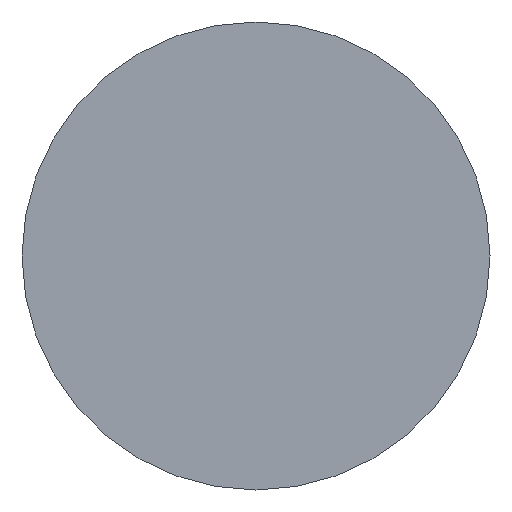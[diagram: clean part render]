
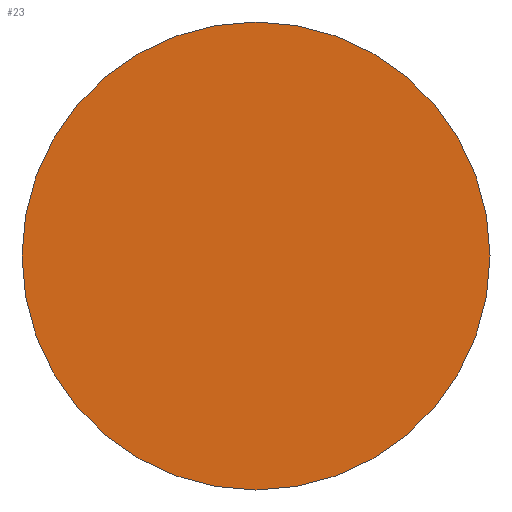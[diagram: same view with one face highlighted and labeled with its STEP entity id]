
A CAD part, left-side view. The second image highlights one B-rep face of the part: STEP entity #23.
In plain terms, the highlighted planar face has unit normal (-1, 0, 0).
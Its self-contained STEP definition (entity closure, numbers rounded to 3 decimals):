
#4 = FACE_OUTER_BOUND ( 'NONE', #48, .T. ) ;
#8 = DIRECTION ( 'NONE',  ( 0., 0., -1. ) ) ;
#9 = PLANE ( 'NONE',  #99 ) ;
#10 = CIRCLE ( 'NONE', #85, 25. ) ;
#23 = ADVANCED_FACE ( 'NONE', ( #4 ), #9, .F. ) ;
#28 = ORIENTED_EDGE ( 'NONE', *, *, #147, .F. ) ;
#31 = DIRECTION ( 'NONE',  ( 0., 0., -1. ) ) ;
#41 = CARTESIAN_POINT ( 'NONE',  ( -0.8, 0., 0. ) ) ;
#48 = EDGE_LOOP ( 'NONE', ( #150, #28 ) ) ;
#53 = CARTESIAN_POINT ( 'NONE',  ( -0.8, 0., -25. ) ) ;
#54 = DIRECTION ( 'NONE',  ( 0., 0., -1. ) ) ;
#59 = VERTEX_POINT ( 'NONE', #86 ) ;
#65 = VERTEX_POINT ( 'NONE', #53 ) ;
#85 = AXIS2_PLACEMENT_3D ( 'NONE', #167, #98, #31 ) ;
#86 = CARTESIAN_POINT ( 'NONE',  ( -0.8, 0., 25. ) ) ;
#98 = DIRECTION ( 'NONE',  ( 1., 0., 0. ) ) ;
#99 = AXIS2_PLACEMENT_3D ( 'NONE', #41, #149, #54 ) ;
#142 = CIRCLE ( 'NONE', #173, 25. ) ;
#147 = EDGE_CURVE ( 'NONE', #65, #59, #142, .T. ) ;
#149 = DIRECTION ( 'NONE',  ( 1., 0., 0. ) ) ;
#150 = ORIENTED_EDGE ( 'NONE', *, *, #162, .F. ) ;
#152 = DIRECTION ( 'NONE',  ( 1., 0., 0. ) ) ;
#162 = EDGE_CURVE ( 'NONE', #59, #65, #10, .T. ) ;
#167 = CARTESIAN_POINT ( 'NONE',  ( -0.8, 0., 0. ) ) ;
#171 = CARTESIAN_POINT ( 'NONE',  ( -0.8, 0., 0. ) ) ;
#173 = AXIS2_PLACEMENT_3D ( 'NONE', #171, #152, #8 ) ;
